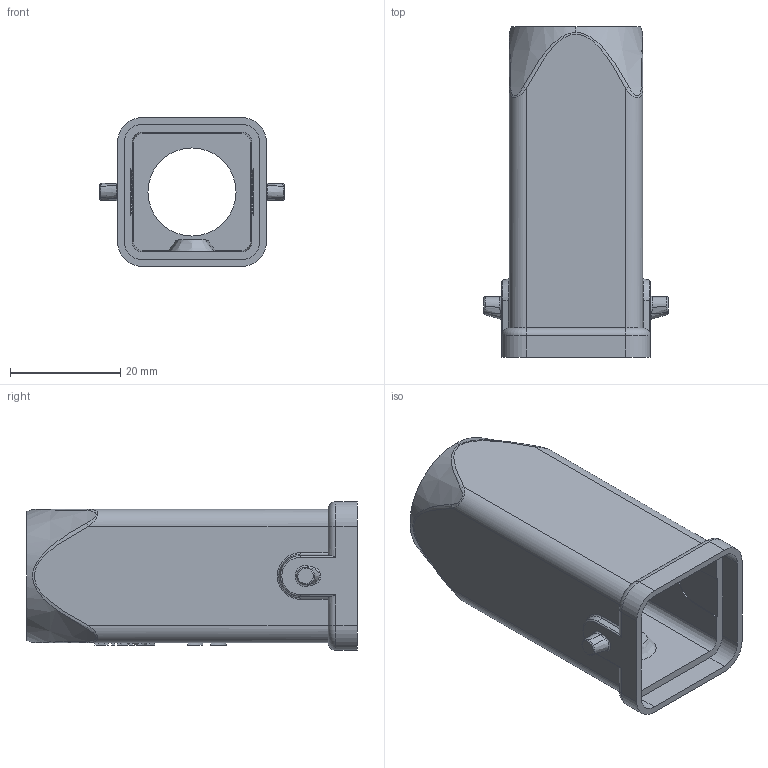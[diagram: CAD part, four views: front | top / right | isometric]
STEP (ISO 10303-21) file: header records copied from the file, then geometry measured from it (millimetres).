
FILE_DESCRIPTION((''),'2;1');
FILE_NAME('PRT0009','2024-01-11T',('lj.zou'),(''),'PRO/ENGINEER BY PARAMETRIC TECHNOLOGY CORPORATION, 2012480','PRO/ENGINEER BY PARAMETRIC TECHNOLOGY CORPORATION, 2012480','');
FILE_SCHEMA(('CONFIG_CONTROL_DESIGN'));
Length unit declared in the file: millimetre
Products named in the file (1): PRT0009
Bounding box: 33.4 x 60 x 27 mm (x, y, z)
Volume: 9817.9 mm3; surface area: 11113.4 mm2
Topology: 1 solids, 1 shells, 193 faces, 508 edges, 330 vertices
Faces by surface type: plane 93, cylinder 45, bspline 33, cone 12, torus 10
Entity records: 8406 total; most frequent: CARTESIAN_POINT 3819, ORIENTED_EDGE 1016, DIRECTION 823, EDGE_CURVE 508, VERTEX_POINT 330, VECTOR 291, LINE 291, AXIS2_PLACEMENT_3D 266
